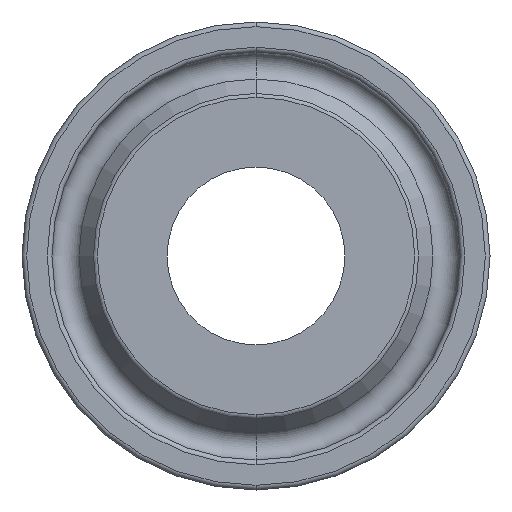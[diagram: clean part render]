
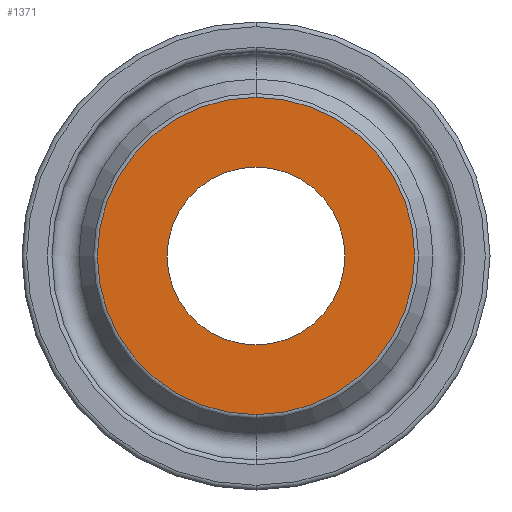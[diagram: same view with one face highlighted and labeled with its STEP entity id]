
A CAD part, front view. The second image highlights one B-rep face of the part: STEP entity #1371.
In plain terms, the highlighted planar face has unit normal (0, -1, 0).
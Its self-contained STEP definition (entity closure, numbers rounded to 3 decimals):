
#28 = AXIS2_PLACEMENT_3D ( 'NONE', #855, #1271, #588 ) ;
#29 = VERTEX_POINT ( 'NONE', #59 ) ;
#59 = CARTESIAN_POINT ( 'NONE',  ( 0., 0.8, -8.475 ) ) ;
#106 = CARTESIAN_POINT ( 'NONE',  ( 0., 0.8, 0. ) ) ;
#140 = ORIENTED_EDGE ( 'NONE', *, *, #242, .T. ) ;
#218 = DIRECTION ( 'NONE',  ( 0., -1., 0. ) ) ;
#241 = AXIS2_PLACEMENT_3D ( 'NONE', #1242, #218, #450 ) ;
#242 = EDGE_CURVE ( 'NONE', #958, #29, #1188, .T. ) ;
#298 = DIRECTION ( 'NONE',  ( 0., -1., 0. ) ) ;
#418 = DIRECTION ( 'NONE',  ( 0., -1., 0. ) ) ;
#419 = ORIENTED_EDGE ( 'NONE', *, *, #553, .F. ) ;
#450 = DIRECTION ( 'NONE',  ( 0., 0., -1. ) ) ;
#553 = EDGE_CURVE ( 'NONE', #1078, #1315, #1316, .T. ) ;
#588 = DIRECTION ( 'NONE',  ( 0., 0., -1. ) ) ;
#606 = EDGE_LOOP ( 'NONE', ( #419, #1390 ) ) ;
#657 = PLANE ( 'NONE',  #692 ) ;
#692 = AXIS2_PLACEMENT_3D ( 'NONE', #1138, #1349, #1122 ) ;
#703 = EDGE_LOOP ( 'NONE', ( #1121, #140 ) ) ;
#720 = EDGE_CURVE ( 'NONE', #1315, #1078, #965, .T. ) ;
#760 = FACE_OUTER_BOUND ( 'NONE', #703, .T. ) ;
#838 = AXIS2_PLACEMENT_3D ( 'NONE', #106, #418, #893 ) ;
#855 = CARTESIAN_POINT ( 'NONE',  ( 0., 0.8, 0. ) ) ;
#893 = DIRECTION ( 'NONE',  ( 0., 0., -1. ) ) ;
#958 = VERTEX_POINT ( 'NONE', #1031 ) ;
#965 = CIRCLE ( 'NONE', #838, 4.75 ) ;
#969 = CARTESIAN_POINT ( 'NONE',  ( 0., 0.8, -4.75 ) ) ;
#971 = CARTESIAN_POINT ( 'NONE',  ( 0., 0.8, 4.75 ) ) ;
#1031 = CARTESIAN_POINT ( 'NONE',  ( 0., 0.8, 8.475 ) ) ;
#1078 = VERTEX_POINT ( 'NONE', #969 ) ;
#1121 = ORIENTED_EDGE ( 'NONE', *, *, #1327, .T. ) ;
#1122 = DIRECTION ( 'NONE',  ( 0., 0., -1. ) ) ;
#1138 = CARTESIAN_POINT ( 'NONE',  ( 6.75, 0.8, 0. ) ) ;
#1146 = CIRCLE ( 'NONE', #28, 8.475 ) ;
#1188 = CIRCLE ( 'NONE', #1374, 8.475 ) ;
#1242 = CARTESIAN_POINT ( 'NONE',  ( 0., 0.8, 0. ) ) ;
#1271 = DIRECTION ( 'NONE',  ( 0., -1., 0. ) ) ;
#1315 = VERTEX_POINT ( 'NONE', #971 ) ;
#1316 = CIRCLE ( 'NONE', #241, 4.75 ) ;
#1324 = CARTESIAN_POINT ( 'NONE',  ( 0., 0.8, 0. ) ) ;
#1327 = EDGE_CURVE ( 'NONE', #29, #958, #1146, .T. ) ;
#1332 = DIRECTION ( 'NONE',  ( 0., 0., -1. ) ) ;
#1349 = DIRECTION ( 'NONE',  ( 0., -1., 0. ) ) ;
#1355 = FACE_BOUND ( 'NONE', #606, .T. ) ;
#1371 = ADVANCED_FACE ( 'NONE', ( #760, #1355 ), #657, .T. ) ;
#1374 = AXIS2_PLACEMENT_3D ( 'NONE', #1324, #298, #1332 ) ;
#1390 = ORIENTED_EDGE ( 'NONE', *, *, #720, .F. ) ;
